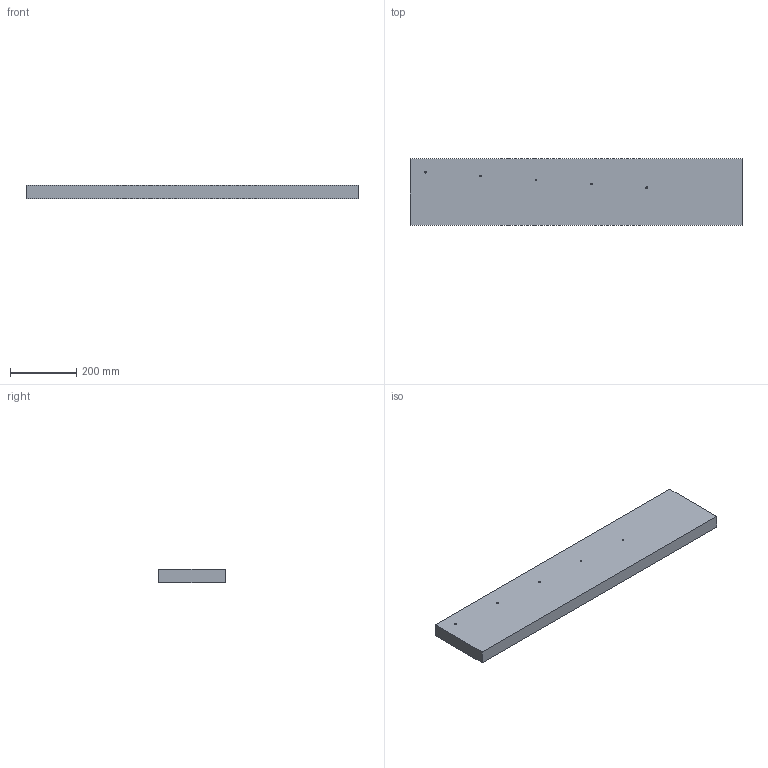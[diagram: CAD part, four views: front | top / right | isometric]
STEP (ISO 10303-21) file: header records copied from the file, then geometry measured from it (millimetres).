
FILE_DESCRIPTION(/* description */ (''),/* implementation_level */ '2;1');
FILE_NAME(/* name */ 'RhinoCircleTest',/* time_stamp */ '2023-02-10T16:29:38-08:00',/* author */ (''),/* organization */ (''),/* preprocessor_version */ 'ST-DEVELOPER v19.2',/* originating_system */ 'Rhino 8.0',/* authorisation */ '');
FILE_SCHEMA (('AUTOMOTIVE_DESIGN'));
Length unit declared in the file: millimetre
Products named in the file (1): Document
Bounding box: 1000 x 200 x 40 mm (x, y, z)
Volume: 7996073 mm3; surface area: 498945.2 mm2
Topology: 1 solids, 1 shells, 11 faces, 27 edges, 18 vertices
Faces by surface type: plane 6, cylinder 5
Full cylindrical faces by diameter (mm): 5 x5
Entity records: 337 total; most frequent: CARTESIAN_POINT 75, ORIENTED_EDGE 54, DIRECTION 35, EDGE_CURVE 27, AXIS2_PLACEMENT_3D 23, EDGE_LOOP 21, VERTEX_POINT 18, B_SPLINE_CURVE_WITH_KNOTS 12
